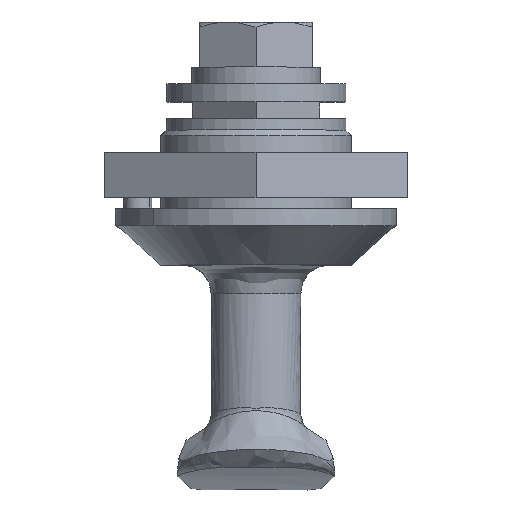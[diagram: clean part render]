
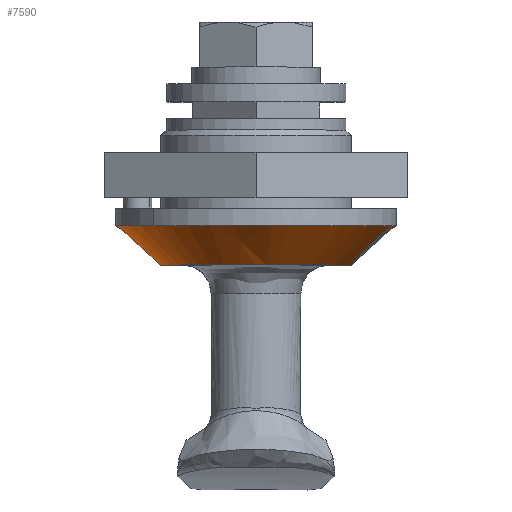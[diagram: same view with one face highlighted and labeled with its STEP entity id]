
A CAD part, top view. The second image highlights one B-rep face of the part: STEP entity #7590.
In plain terms, the highlighted free-form (B-spline) face has degree [2, 2] with [5, 3] control points.
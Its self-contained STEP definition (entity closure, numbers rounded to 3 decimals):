
#7247=CARTESIAN_POINT('',(3.5,9.067,8.604));
#7248=VERTEX_POINT('',#7247);
#7249=CARTESIAN_POINT('',(3.5,12.401,-1.567));
#7250=VERTEX_POINT('',#7249);
#7251=CARTESIAN_POINT('',(3.5,9.067,8.604));
#7252=CARTESIAN_POINT('',(3.5,12.5,4.987));
#7253=CARTESIAN_POINT('',(3.5,12.5,0.0));
#7254=CARTESIAN_POINT('',(3.5,12.5,-0.786));
#7255=CARTESIAN_POINT('',(3.5,12.401,-1.567));
#7263=(BOUNDED_CURVE()B_SPLINE_CURVE(2,(#7251,#7252,#7253,#7254,#7255),.UNSPECIFIED.,.F.,.U.)B_SPLINE_CURVE_WITH_KNOTS((3,2,3),(0.129,0.25,0.272),.UNSPECIFIED.)CURVE()GEOMETRIC_REPRESENTATION_ITEM()RATIONAL_B_SPLINE_CURVE((0.854,0.858,1.0,0.975,0.954))REPRESENTATION_ITEM(''));
#7264=EDGE_CURVE('',#7248,#7250,#7263,.T.);
#7361=CARTESIAN_POINT('',(3.5,0.0,12.5));
#7362=VERTEX_POINT('',#7361);
#7363=CARTESIAN_POINT('',(3.5,0.0,12.5));
#7364=CARTESIAN_POINT('',(3.5,5.37,12.5));
#7365=CARTESIAN_POINT('',(3.5,9.067,8.604));
#7373=(BOUNDED_CURVE()B_SPLINE_CURVE(2,(#7363,#7364,#7365),.UNSPECIFIED.,.F.,.U.)B_SPLINE_CURVE_WITH_KNOTS((3,3),(0.0,0.129),.UNSPECIFIED.)CURVE()GEOMETRIC_REPRESENTATION_ITEM()RATIONAL_B_SPLINE_CURVE((1.0,0.849,0.854))REPRESENTATION_ITEM(''));
#7374=EDGE_CURVE('',#7362,#7248,#7373,.T.);
#7376=CARTESIAN_POINT('',(3.5,-12.401,1.567));
#7377=VERTEX_POINT('',#7376);
#7378=CARTESIAN_POINT('',(3.5,-12.401,1.567));
#7379=CARTESIAN_POINT('',(3.5,-11.02,12.5));
#7380=CARTESIAN_POINT('',(3.5,0.0,12.5));
#7388=(BOUNDED_CURVE()B_SPLINE_CURVE(2,(#7378,#7379,#7380),.UNSPECIFIED.,.F.,.U.)B_SPLINE_CURVE_WITH_KNOTS((3,3),(0.772,1.0),.UNSPECIFIED.)CURVE()GEOMETRIC_REPRESENTATION_ITEM()RATIONAL_B_SPLINE_CURVE((0.954,0.733,1.0))REPRESENTATION_ITEM(''));
#7389=EDGE_CURVE('',#7377,#7362,#7388,.T.);
#7467=CARTESIAN_POINT('',(0.,-8.433,1.065));
#7468=VERTEX_POINT('',#7467);
#7469=CARTESIAN_POINT('',(0.,-8.433,1.065));
#7470=CARTESIAN_POINT('',(2.152,-10.069,1.272));
#7471=CARTESIAN_POINT('',(3.5,-12.401,1.567));
#7479=(BOUNDED_CURVE()B_SPLINE_CURVE(2,(#7469,#7470,#7471),.UNSPECIFIED.,.F.,.U.)B_SPLINE_CURVE_WITH_KNOTS((3,3),(-1.394,-0.616),.UNSPECIFIED.)CURVE()GEOMETRIC_REPRESENTATION_ITEM()RATIONAL_B_SPLINE_CURVE((0.948,0.929,0.948))REPRESENTATION_ITEM(''));
#7480=EDGE_CURVE('',#7468,#7377,#7479,.T.);
#7499=CARTESIAN_POINT('',(0.,8.433,-1.065));
#7500=VERTEX_POINT('',#7499);
#7514=CARTESIAN_POINT('',(0.,8.433,-1.065));
#7515=CARTESIAN_POINT('',(2.152,10.069,-1.272));
#7516=CARTESIAN_POINT('',(3.5,12.401,-1.567));
#7524=(BOUNDED_CURVE()B_SPLINE_CURVE(2,(#7514,#7515,#7516),.UNSPECIFIED.,.F.,.U.)B_SPLINE_CURVE_WITH_KNOTS((3,3),(-1.394,-0.616),.UNSPECIFIED.)CURVE()GEOMETRIC_REPRESENTATION_ITEM()RATIONAL_B_SPLINE_CURVE((0.948,0.929,0.948))REPRESENTATION_ITEM(''));
#7525=EDGE_CURVE('',#7500,#7250,#7524,.T.);
#7530=CARTESIAN_POINT('',(-0.212,-8.275,1.045));
#7531=CARTESIAN_POINT('',(-0.212,-7.23,9.32));
#7532=CARTESIAN_POINT('',(-0.212,1.045,8.275));
#7533=CARTESIAN_POINT('',(-0.212,9.32,7.23));
#7534=CARTESIAN_POINT('',(-0.212,8.275,-1.045));
#7535=CARTESIAN_POINT('',(2.195,-10.031,1.267));
#7536=CARTESIAN_POINT('',(2.195,-8.764,11.298));
#7537=CARTESIAN_POINT('',(2.195,1.267,10.031));
#7538=CARTESIAN_POINT('',(2.195,11.298,8.764));
#7539=CARTESIAN_POINT('',(2.195,10.031,-1.267));
#7540=CARTESIAN_POINT('',(3.63,-12.631,1.596));
#7541=CARTESIAN_POINT('',(3.63,-11.035,14.227));
#7542=CARTESIAN_POINT('',(3.63,1.596,12.631));
#7543=CARTESIAN_POINT('',(3.63,14.227,11.035));
#7544=CARTESIAN_POINT('',(3.63,12.631,-1.596));
#7552=(BOUNDED_SURFACE()B_SPLINE_SURFACE(2,2,((#7530,#7535,#7540),(#7531,#7536,#7541),(#7532,#7537,#7542),(#7533,#7538,#7543),(#7534,#7539,#7544)),.UNSPECIFIED.,.F.,.F.,.U.)B_SPLINE_SURFACE_WITH_KNOTS((3,2,3),(3,3),(0.0,21.094,42.188),(0.0,5.904),.UNSPECIFIED.)GEOMETRIC_REPRESENTATION_ITEM()RATIONAL_B_SPLINE_SURFACE(((0.95,0.927,0.95),(0.672,0.656,0.671),(0.95,0.927,0.95),(0.672,0.656,0.671),(0.95,0.927,0.95)))REPRESENTATION_ITEM('')SURFACE());
#7553=ORIENTED_EDGE('',*,*,#7264,.T.);
#7554=ORIENTED_EDGE('',*,*,#7525,.F.);
#7555=CARTESIAN_POINT('',(0.0,0.0,8.5));
#7556=VERTEX_POINT('',#7555);
#7557=CARTESIAN_POINT('',(0.0,0.0,8.5));
#7558=CARTESIAN_POINT('',(0.0,8.5,8.5));
#7559=CARTESIAN_POINT('',(0.0,8.5,0.0));
#7560=CARTESIAN_POINT('',(0.0,8.5,-0.535));
#7561=CARTESIAN_POINT('',(0.,8.433,-1.065));
#7569=(BOUNDED_CURVE()B_SPLINE_CURVE(2,(#7557,#7558,#7559,#7560,#7561),.UNSPECIFIED.,.F.,.U.)B_SPLINE_CURVE_WITH_KNOTS((3,2,3),(0.0,0.25,0.272),.UNSPECIFIED.)CURVE()GEOMETRIC_REPRESENTATION_ITEM()RATIONAL_B_SPLINE_CURVE((1.0,0.707,1.0,0.975,0.954))REPRESENTATION_ITEM(''));
#7570=EDGE_CURVE('',#7556,#7500,#7569,.T.);
#7571=ORIENTED_EDGE('',*,*,#7570,.F.);
#7572=CARTESIAN_POINT('',(0.,-8.433,1.065));
#7573=CARTESIAN_POINT('',(0.0,-7.494,8.5));
#7574=CARTESIAN_POINT('',(0.0,0.0,8.5));
#7582=(BOUNDED_CURVE()B_SPLINE_CURVE(2,(#7572,#7573,#7574),.UNSPECIFIED.,.F.,.U.)B_SPLINE_CURVE_WITH_KNOTS((3,3),(0.772,1.0),.UNSPECIFIED.)CURVE()GEOMETRIC_REPRESENTATION_ITEM()RATIONAL_B_SPLINE_CURVE((0.954,0.733,1.0))REPRESENTATION_ITEM(''));
#7583=EDGE_CURVE('',#7468,#7556,#7582,.T.);
#7584=ORIENTED_EDGE('',*,*,#7583,.F.);
#7585=ORIENTED_EDGE('',*,*,#7480,.T.);
#7586=ORIENTED_EDGE('',*,*,#7389,.T.);
#7587=ORIENTED_EDGE('',*,*,#7374,.T.);
#7588=EDGE_LOOP('',(#7553,#7554,#7571,#7584,#7585,#7586,#7587));
#7589=FACE_OUTER_BOUND('',#7588,.T.);
#7590=ADVANCED_FACE('',(#7589),#7552,.F.);
